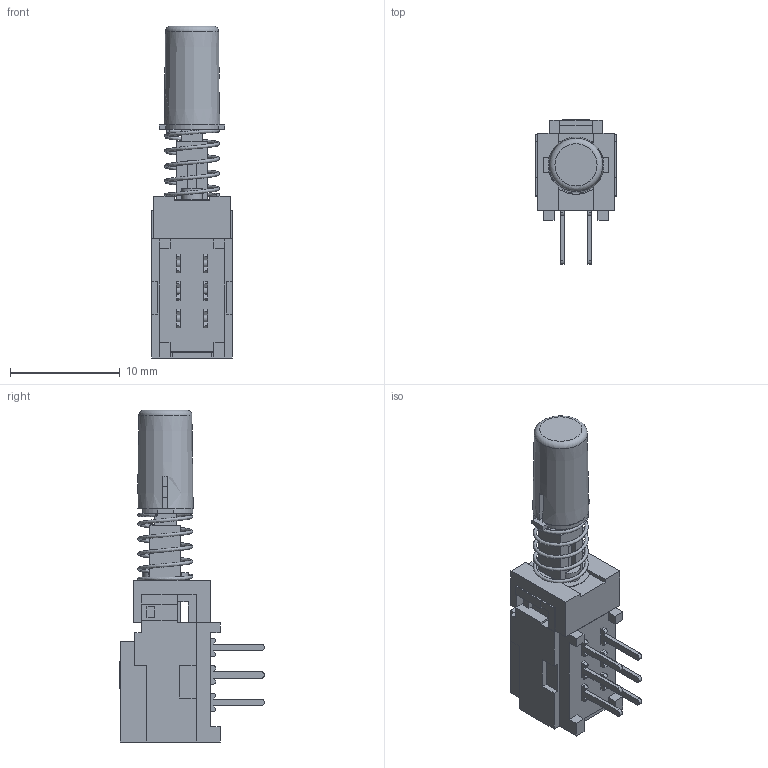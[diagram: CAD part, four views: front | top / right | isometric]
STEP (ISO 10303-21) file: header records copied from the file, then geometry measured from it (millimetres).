
FILE_DESCRIPTION((''),'2;1');
FILE_NAME('PBH2UxxNAG1Rxxx.stp','2017-07-25T09:48:01',('mroman'),(''),'Autodesk Inventor 2012','Autodesk Inventor 2012','');
FILE_SCHEMA(('CONFIG_CONTROL_DESIGN'));
Length unit declared in the file: inch
Products named in the file (1): PBH2UxxNAG1Rxxx
Bounding box: 7.3 x 13.15 x 30.2 mm (x, y, z)
Volume: 692.4 mm3; surface area: 1809.7 mm2
Topology: 7 solids, 7 shells, 338 faces, 945 edges, 624 vertices
Faces by surface type: plane 301, cylinder 34, bspline 1, torus 1, cone 1
Entity records: 13319 total; most frequent: CARTESIAN_POINT 4130, ORIENTED_EDGE 1882, DIRECTION 1694, EDGE_CURVE 941, VECTOR 858, LINE 858, VERTEX_POINT 622, AXIS2_PLACEMENT_3D 418
